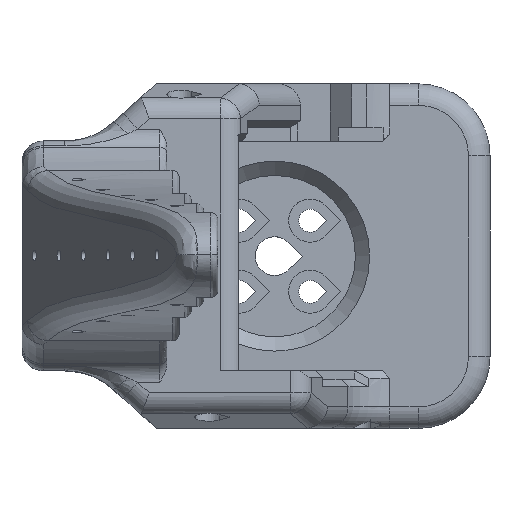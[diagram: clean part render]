
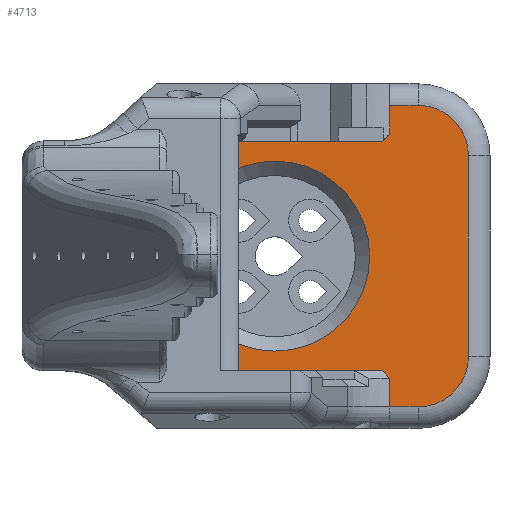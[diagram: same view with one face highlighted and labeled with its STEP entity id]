
A CAD part, top view. The second image highlights one B-rep face of the part: STEP entity #4713.
In plain terms, the highlighted planar face has unit normal (0, 0, 1).
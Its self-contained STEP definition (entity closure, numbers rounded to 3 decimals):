
#317=FACE_BOUND('',#702,.T.);
#413=FACE_OUTER_BOUND('',#701,.T.);
#701=EDGE_LOOP('',(#3490,#3491,#3492,#3493,#3494,#3495,#3496,#3497,#3498,
#3499,#3500,#3501));
#702=EDGE_LOOP('',(#3502));
#991=CIRCLE('',#5068,7.);
#992=CIRCLE('',#5069,7.);
#993=CIRCLE('',#5070,13.243);
#1256=LINE('',#8243,#1664);
#1262=LINE('',#8268,#1670);
#1294=LINE('',#8334,#1702);
#1297=LINE('',#8355,#1705);
#1301=LINE('',#8363,#1709);
#1302=LINE('',#8367,#1710);
#1303=LINE('',#8371,#1711);
#1304=LINE('',#8374,#1712);
#1305=LINE('',#8375,#1713);
#1306=LINE('',#8376,#1714);
#1664=VECTOR('',#5800,32.);
#1670=VECTOR('',#5824,30.);
#1702=VECTOR('',#5872,30.);
#1705=VECTOR('',#5879,4.);
#1709=VECTOR('',#5885,4.);
#1710=VECTOR('',#5890,4.);
#1711=VECTOR('',#5893,28.);
#1712=VECTOR('',#5896,4.);
#1713=VECTOR('',#5897,1.414);
#1714=VECTOR('',#5898,1.414);
#2126=VERTEX_POINT('',#8240);
#2127=VERTEX_POINT('',#8242);
#2137=VERTEX_POINT('',#8267);
#2163=VERTEX_POINT('',#8332);
#2168=VERTEX_POINT('',#8352);
#2169=VERTEX_POINT('',#8354);
#2171=VERTEX_POINT('',#8360);
#2172=VERTEX_POINT('',#8362);
#2173=VERTEX_POINT('',#8366);
#2174=VERTEX_POINT('',#8368);
#2175=VERTEX_POINT('',#8370);
#2176=VERTEX_POINT('',#8372);
#2177=VERTEX_POINT('',#8377);
#2636=EDGE_CURVE('',#2127,#2126,#1256,.T.);
#2649=EDGE_CURVE('',#2127,#2137,#1262,.T.);
#2683=EDGE_CURVE('',#2163,#2126,#1294,.T.);
#2688=EDGE_CURVE('',#2168,#2169,#1297,.T.);
#2692=EDGE_CURVE('',#2171,#2172,#1301,.T.);
#2694=EDGE_CURVE('',#2168,#2173,#1302,.T.);
#2695=EDGE_CURVE('',#2173,#2174,#991,.T.);
#2696=EDGE_CURVE('',#2174,#2175,#1303,.T.);
#2697=EDGE_CURVE('',#2175,#2176,#992,.T.);
#2698=EDGE_CURVE('',#2176,#2172,#1304,.T.);
#2699=EDGE_CURVE('',#2171,#2137,#1305,.F.);
#2700=EDGE_CURVE('',#2163,#2169,#1306,.F.);
#2701=EDGE_CURVE('',#2177,#2177,#993,.F.);
#3490=ORIENTED_EDGE('',*,*,#2688,.F.);
#3491=ORIENTED_EDGE('',*,*,#2694,.T.);
#3492=ORIENTED_EDGE('',*,*,#2695,.T.);
#3493=ORIENTED_EDGE('',*,*,#2696,.T.);
#3494=ORIENTED_EDGE('',*,*,#2697,.T.);
#3495=ORIENTED_EDGE('',*,*,#2698,.T.);
#3496=ORIENTED_EDGE('',*,*,#2692,.F.);
#3497=ORIENTED_EDGE('',*,*,#2699,.T.);
#3498=ORIENTED_EDGE('',*,*,#2649,.F.);
#3499=ORIENTED_EDGE('',*,*,#2636,.T.);
#3500=ORIENTED_EDGE('',*,*,#2683,.F.);
#3501=ORIENTED_EDGE('',*,*,#2700,.T.);
#3502=ORIENTED_EDGE('',*,*,#2701,.T.);
#4563=PLANE('',#5067);
#4713=ADVANCED_FACE('',(#413,#317),#4563,.T.);
#5067=AXIS2_PLACEMENT_3D('',#8365,#5888,#5889);
#5068=AXIS2_PLACEMENT_3D('',#8369,#5891,#5892);
#5069=AXIS2_PLACEMENT_3D('',#8373,#5894,#5895);
#5070=AXIS2_PLACEMENT_3D('',#8378,#5899,#5900);
#5800=DIRECTION('',(0.,-1.,0.));
#5824=DIRECTION('',(1.,0.,0.));
#5872=DIRECTION('',(-1.,0.,0.));
#5879=DIRECTION('',(0.,1.,0.));
#5885=DIRECTION('',(0.,1.,0.));
#5888=DIRECTION('center_axis',(0.,0.,1.));
#5889=DIRECTION('ref_axis',(1.,0.,0.));
#5890=DIRECTION('',(1.,0.,0.));
#5891=DIRECTION('center_axis',(0.,0.,1.));
#5892=DIRECTION('ref_axis',(1.,0.,0.));
#5893=DIRECTION('',(0.,1.,0.));
#5894=DIRECTION('center_axis',(0.,0.,1.));
#5895=DIRECTION('ref_axis',(1.,0.,0.));
#5896=DIRECTION('',(-1.,0.,0.));
#5897=DIRECTION('',(0.707,0.707,0.));
#5898=DIRECTION('',(-0.707,0.707,0.));
#5899=DIRECTION('center_axis',(0.,0.,1.));
#5900=DIRECTION('ref_axis',(1.,0.,0.));
#8240=CARTESIAN_POINT('',(-15.,-16.,11.));
#8242=CARTESIAN_POINT('',(-15.,16.,11.));
#8243=CARTESIAN_POINT('',(-15.,16.,11.));
#8267=CARTESIAN_POINT('',(15.,16.,11.));
#8268=CARTESIAN_POINT('',(-15.,16.,11.));
#8332=CARTESIAN_POINT('',(15.,-16.,11.));
#8334=CARTESIAN_POINT('',(15.,-16.,11.));
#8352=CARTESIAN_POINT('',(16.,-21.,11.));
#8354=CARTESIAN_POINT('',(16.,-17.,11.));
#8355=CARTESIAN_POINT('',(16.,-21.,11.));
#8360=CARTESIAN_POINT('',(16.,17.,11.));
#8362=CARTESIAN_POINT('',(16.,21.,11.));
#8363=CARTESIAN_POINT('',(16.,17.,11.));
#8365=CARTESIAN_POINT('Origin',(0.,0.,11.));
#8366=CARTESIAN_POINT('',(20.,-21.,11.));
#8367=CARTESIAN_POINT('',(16.,-21.,11.));
#8368=CARTESIAN_POINT('',(27.,-14.,11.));
#8369=CARTESIAN_POINT('Origin',(20.,-14.,11.));
#8370=CARTESIAN_POINT('',(27.,14.,11.));
#8371=CARTESIAN_POINT('',(27.,-14.,11.));
#8372=CARTESIAN_POINT('',(20.,21.,11.));
#8373=CARTESIAN_POINT('Origin',(20.,14.,11.));
#8374=CARTESIAN_POINT('',(20.,21.,11.));
#8375=CARTESIAN_POINT('',(15.,16.,11.));
#8376=CARTESIAN_POINT('',(16.,-17.,11.));
#8377=CARTESIAN_POINT('',(-13.243,0.,11.));
#8378=CARTESIAN_POINT('Origin',(0.,0.,11.));
